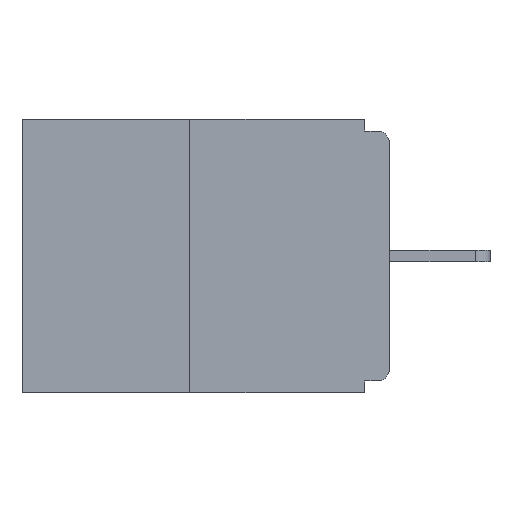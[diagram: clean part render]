
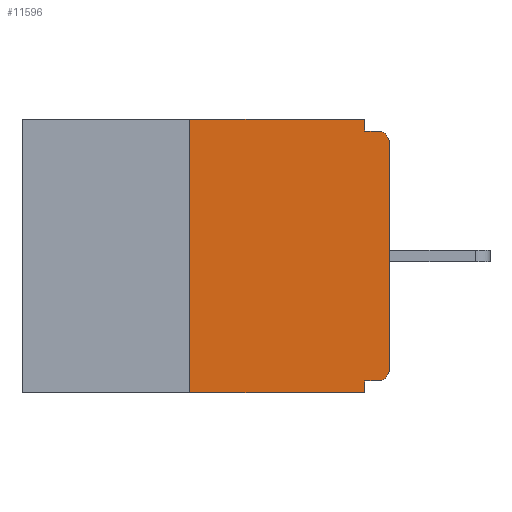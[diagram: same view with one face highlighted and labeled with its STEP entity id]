
A CAD part, left-side view. The second image highlights one B-rep face of the part: STEP entity #11596.
In plain terms, the highlighted planar face has unit normal (-1, 0, 0).
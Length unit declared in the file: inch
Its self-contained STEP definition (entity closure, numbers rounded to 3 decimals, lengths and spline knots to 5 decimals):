
#406 = VERTEX_POINT ( 'NONE', #15428 ) ;
#464 = CARTESIAN_POINT ( 'NONE',  ( 0., 0.031, 0. ) ) ;
#473 = DIRECTION ( 'NONE',  ( 0., 0., 1. ) ) ;
#1087 = DIRECTION ( 'NONE',  ( 0., 0., 1. ) ) ;
#1147 = CARTESIAN_POINT ( 'NONE',  ( 0., 0., -0.313 ) ) ;
#1252 = VECTOR ( 'NONE', #473, 39.37008 ) ;
#1309 = CARTESIAN_POINT ( 'NONE',  ( 0., 0.031, -0.328 ) ) ;
#1521 = VECTOR ( 'NONE', #15000, 39.37008 ) ;
#1650 = VERTEX_POINT ( 'NONE', #14954 ) ;
#1909 = EDGE_CURVE ( 'NONE', #3036, #16038, #13484, .T. ) ;
#2137 = EDGE_CURVE ( 'NONE', #10717, #16702, #5353, .T. ) ;
#2160 = CARTESIAN_POINT ( 'NONE',  ( 0., 0., -0.015 ) ) ;
#3036 = VERTEX_POINT ( 'NONE', #1147 ) ;
#3407 = CARTESIAN_POINT ( 'NONE',  ( 0., 0.25, 0. ) ) ;
#3425 = ORIENTED_EDGE ( 'NONE', *, *, #3768, .F. ) ;
#3427 = CARTESIAN_POINT ( 'NONE',  ( 0., 0.015, -0.313 ) ) ;
#3768 = EDGE_CURVE ( 'NONE', #19399, #406, #13924, .T. ) ;
#3873 = CARTESIAN_POINT ( 'NONE',  ( 0., 0.46, 0. ) ) ;
#4656 = AXIS2_PLACEMENT_3D ( 'NONE', #19611, #19473, #10214 ) ;
#5041 = DIRECTION ( 'NONE',  ( 0., 0., -1. ) ) ;
#5353 = LINE ( 'NONE', #2160, #1521 ) ;
#5477 = DIRECTION ( 'NONE',  ( 1., 0., 0. ) ) ;
#5519 = EDGE_CURVE ( 'NONE', #16038, #16702, #10389, .T. ) ;
#6168 = EDGE_CURVE ( 'NONE', #7988, #406, #14361, .T. ) ;
#6392 = VERTEX_POINT ( 'NONE', #11555 ) ;
#6728 = DIRECTION ( 'NONE',  ( 0., -1., 0. ) ) ;
#6780 = VECTOR ( 'NONE', #11523, 39.37008 ) ;
#6805 = CARTESIAN_POINT ( 'NONE',  ( 0., 0., -0.328 ) ) ;
#6821 = EDGE_CURVE ( 'NONE', #7988, #7358, #18766, .T. ) ;
#6894 = ORIENTED_EDGE ( 'NONE', *, *, #16897, .F. ) ;
#7123 = ORIENTED_EDGE ( 'NONE', *, *, #6168, .T. ) ;
#7203 = DIRECTION ( 'NONE',  ( 0., 0., -1. ) ) ;
#7358 = VERTEX_POINT ( 'NONE', #3407 ) ;
#7457 = EDGE_CURVE ( 'NONE', #7358, #6392, #18991, .T. ) ;
#7804 = CARTESIAN_POINT ( 'NONE',  ( 0., 0., 0. ) ) ;
#7813 = CARTESIAN_POINT ( 'NONE',  ( 0., 0.25, 0. ) ) ;
#7988 = VERTEX_POINT ( 'NONE', #17954 ) ;
#8590 = ORIENTED_EDGE ( 'NONE', *, *, #16102, .T. ) ;
#8693 = CIRCLE ( 'NONE', #13234, 0.015 ) ;
#9065 = ORIENTED_EDGE ( 'NONE', *, *, #1909, .T. ) ;
#9338 = CARTESIAN_POINT ( 'NONE',  ( 0., 0.46, 0. ) ) ;
#9614 = VECTOR ( 'NONE', #15407, 39.37008 ) ;
#10191 = VECTOR ( 'NONE', #7203, 39.37008 ) ;
#10214 = DIRECTION ( 'NONE',  ( 0., 0., -1. ) ) ;
#10311 = ORIENTED_EDGE ( 'NONE', *, *, #6821, .F. ) ;
#10389 = CIRCLE ( 'NONE', #4656, 0.015 ) ;
#10717 = VERTEX_POINT ( 'NONE', #12356 ) ;
#11523 = DIRECTION ( 'NONE',  ( 0., 1., 0. ) ) ;
#11555 = CARTESIAN_POINT ( 'NONE',  ( 0., 0.031, 0. ) ) ;
#11596 = ADVANCED_FACE ( 'NONE', ( #16245 ), #14925, .F. ) ;
#12356 = CARTESIAN_POINT ( 'NONE',  ( 0., 0.031, -0.015 ) ) ;
#12706 = CARTESIAN_POINT ( 'NONE',  ( 0., 0., -0.03 ) ) ;
#12751 = CARTESIAN_POINT ( 'NONE',  ( 0., 0.015, -0.015 ) ) ;
#13234 = AXIS2_PLACEMENT_3D ( 'NONE', #3427, #14485, #5041 ) ;
#13243 = DIRECTION ( 'NONE',  ( 0., 0., -1. ) ) ;
#13285 = ORIENTED_EDGE ( 'NONE', *, *, #5519, .T. ) ;
#13364 = VECTOR ( 'NONE', #13243, 39.37008 ) ;
#13484 = LINE ( 'NONE', #7804, #1252 ) ;
#13569 = VECTOR ( 'NONE', #1087, 39.37008 ) ;
#13593 = EDGE_CURVE ( 'NONE', #1650, #19399, #19365, .T. ) ;
#13924 = LINE ( 'NONE', #14272, #10191 ) ;
#14045 = ORIENTED_EDGE ( 'NONE', *, *, #7457, .F. ) ;
#14272 = CARTESIAN_POINT ( 'NONE',  ( 0., 0.031, -0.343 ) ) ;
#14361 = LINE ( 'NONE', #14554, #9614 ) ;
#14485 = DIRECTION ( 'NONE',  ( -1., 0., 0. ) ) ;
#14554 = CARTESIAN_POINT ( 'NONE',  ( 0., 0.46, -0.343 ) ) ;
#14810 = ORIENTED_EDGE ( 'NONE', *, *, #2137, .F. ) ;
#14925 = PLANE ( 'NONE',  #20317 ) ;
#14954 = CARTESIAN_POINT ( 'NONE',  ( 0., 0.015, -0.328 ) ) ;
#15000 = DIRECTION ( 'NONE',  ( 0., -1., 0. ) ) ;
#15407 = DIRECTION ( 'NONE',  ( 0., -1., 0. ) ) ;
#15428 = CARTESIAN_POINT ( 'NONE',  ( 0., 0.031, -0.343 ) ) ;
#16038 = VERTEX_POINT ( 'NONE', #12706 ) ;
#16102 = EDGE_CURVE ( 'NONE', #1650, #3036, #8693, .T. ) ;
#16245 = FACE_OUTER_BOUND ( 'NONE', #20521, .T. ) ;
#16534 = DIRECTION ( 'NONE',  ( 0., 0., -1. ) ) ;
#16556 = ORIENTED_EDGE ( 'NONE', *, *, #13593, .F. ) ;
#16702 = VERTEX_POINT ( 'NONE', #12751 ) ;
#16897 = EDGE_CURVE ( 'NONE', #6392, #10717, #17608, .T. ) ;
#17608 = LINE ( 'NONE', #464, #13364 ) ;
#17954 = CARTESIAN_POINT ( 'NONE',  ( 0., 0.25, -0.343 ) ) ;
#18023 = VECTOR ( 'NONE', #6728, 39.37008 ) ;
#18766 = LINE ( 'NONE', #7813, #13569 ) ;
#18991 = LINE ( 'NONE', #9338, #18023 ) ;
#19365 = LINE ( 'NONE', #6805, #6780 ) ;
#19399 = VERTEX_POINT ( 'NONE', #1309 ) ;
#19473 = DIRECTION ( 'NONE',  ( -1., 0., 0. ) ) ;
#19611 = CARTESIAN_POINT ( 'NONE',  ( 0., 0.015, -0.03 ) ) ;
#20317 = AXIS2_PLACEMENT_3D ( 'NONE', #3873, #5477, #16534 ) ;
#20521 = EDGE_LOOP ( 'NONE', ( #14045, #10311, #7123, #3425, #16556, #8590, #9065, #13285, #14810, #6894 ) ) ;
